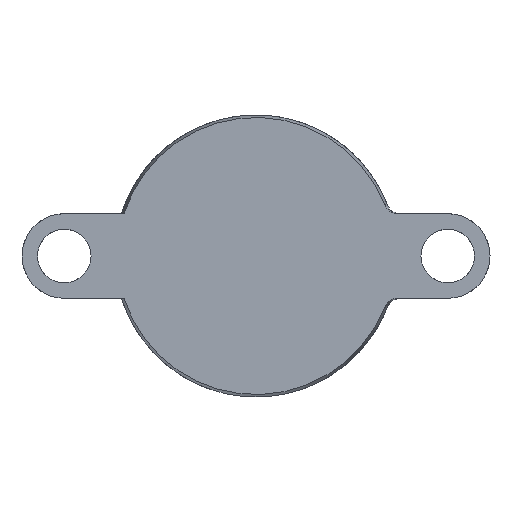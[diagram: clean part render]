
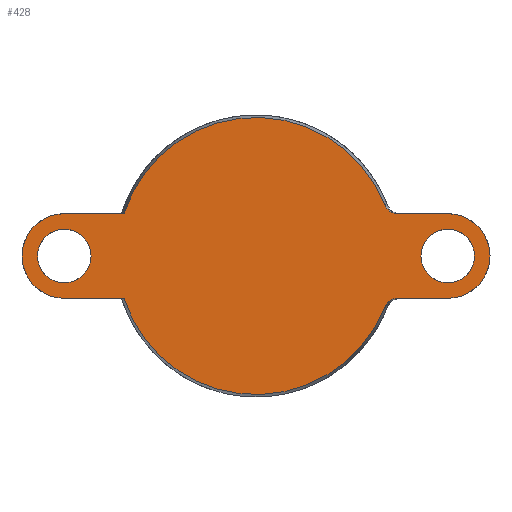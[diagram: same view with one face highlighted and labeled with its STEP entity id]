
A CAD part, front view. The second image highlights one B-rep face of the part: STEP entity #428.
In plain terms, the highlighted planar face has unit normal (0, -1, 0).
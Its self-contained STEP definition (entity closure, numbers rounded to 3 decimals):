
#14 = CARTESIAN_POINT ( 'NONE',  ( 49.366, 0., 15.074 ) ) ;
#20 = CARTESIAN_POINT ( 'NONE',  ( 46.58, 0., 16.677 ) ) ;
#22 = FACE_BOUND ( 'NONE', #722, .T. ) ;
#25 = CARTESIAN_POINT ( 'NONE',  ( 48.644, 0., 15.292 ) ) ;
#30 = ORIENTED_EDGE ( 'NONE', *, *, #285, .T. ) ;
#54 = EDGE_CURVE ( 'NONE', #170, #143, #202, .T. ) ;
#58 = EDGE_CURVE ( 'NONE', #143, #291, #1073, .T. ) ;
#61 = CARTESIAN_POINT ( 'NONE',  ( -68., 0., 15. ) ) ;
#68 = CARTESIAN_POINT ( 'NONE',  ( 47.952, 0., -15.6 ) ) ;
#78 = CARTESIAN_POINT ( 'NONE',  ( 45.66, 0., -18.169 ) ) ;
#83 = CARTESIAN_POINT ( 'NONE',  ( 45.66, 0., -18.169 ) ) ;
#89 = CARTESIAN_POINT ( 'NONE',  ( 68., 0., 0. ) ) ;
#95 = DIRECTION ( 'NONE',  ( 0., 0., 1. ) ) ;
#104 = VERTEX_POINT ( 'NONE', #120 ) ;
#120 = CARTESIAN_POINT ( 'NONE',  ( 68., 0., 15. ) ) ;
#125 = AXIS2_PLACEMENT_3D ( 'NONE', #179, #489, #391 ) ;
#137 = VERTEX_POINT ( 'NONE', #61 ) ;
#140 = CARTESIAN_POINT ( 'NONE',  ( 47.122, 0., 16.157 ) ) ;
#143 = VERTEX_POINT ( 'NONE', #451 ) ;
#145 = DIRECTION ( 'NONE',  ( 0., -1., 0. ) ) ;
#159 = CARTESIAN_POINT ( 'NONE',  ( 50.366, 0., 15. ) ) ;
#170 = VERTEX_POINT ( 'NONE', #159 ) ;
#179 = CARTESIAN_POINT ( 'NONE',  ( 68., 0., 0. ) ) ;
#202 = B_SPLINE_CURVE_WITH_KNOTS ( 'NONE', 3,
 ( #713, #1116, #14, #25, #819, #338, #1026, #429, #140, #415, #20, #421, #926, #1218 ),
 .UNSPECIFIED., .F., .F.,
 ( 4, 2, 2, 2, 2, 2, 4 ),
 ( 0., 0.001, 0.002, 0.003, 0.004, 0.004, 0.006 ),
 .UNSPECIFIED. ) ;
#210 = DIRECTION ( 'NONE',  ( 0., 1., 0. ) ) ;
#211 = ORIENTED_EDGE ( 'NONE', *, *, #1250, .F. ) ;
#213 = EDGE_CURVE ( 'NONE', #759, #359, #1248, .T. ) ;
#220 = DIRECTION ( 'NONE',  ( 1., 0., 0. ) ) ;
#228 = EDGE_CURVE ( 'NONE', #359, #334, #1092, .T. ) ;
#233 = EDGE_CURVE ( 'NONE', #291, #137, #1145, .T. ) ;
#261 = CARTESIAN_POINT ( 'NONE',  ( 47.118, 0., -16.16 ) ) ;
#264 = DIRECTION ( 'NONE',  ( -1., 0., 0. ) ) ;
#285 = EDGE_CURVE ( 'NONE', #1129, #1129, #1269, .T. ) ;
#288 = EDGE_CURVE ( 'NONE', #104, #909, #850, .T. ) ;
#291 = VERTEX_POINT ( 'NONE', #1187 ) ;
#302 = CARTESIAN_POINT ( 'NONE',  ( -68., 0., 0. ) ) ;
#309 = DIRECTION ( 'NONE',  ( 0., 0., -1. ) ) ;
#321 = CIRCLE ( 'NONE', #898, 9.5 ) ;
#322 = LINE ( 'NONE', #712, #637 ) ;
#334 = VERTEX_POINT ( 'NONE', #579 ) ;
#338 = CARTESIAN_POINT ( 'NONE',  ( 47.955, 0., 15.598 ) ) ;
#350 = CARTESIAN_POINT ( 'NONE',  ( 45.848, 0., -17.699 ) ) ;
#353 = EDGE_LOOP ( 'NONE', ( #30 ) ) ;
#359 = VERTEX_POINT ( 'NONE', #83 ) ;
#367 = ORIENTED_EDGE ( 'NONE', *, *, #844, .T. ) ;
#376 = CARTESIAN_POINT ( 'NONE',  ( 0., 0., 0. ) ) ;
#378 = VECTOR ( 'NONE', #1046, 1000. ) ;
#391 = DIRECTION ( 'NONE',  ( 0., 0., -1. ) ) ;
#415 = CARTESIAN_POINT ( 'NONE',  ( 46.751, 0., 16.495 ) ) ;
#420 = VERTEX_POINT ( 'NONE', #471 ) ;
#421 = CARTESIAN_POINT ( 'NONE',  ( 46.108, 0., 17.258 ) ) ;
#428 = ADVANCED_FACE ( 'NONE', ( #431, #1111, #22 ), #496, .F. ) ;
#429 = CARTESIAN_POINT ( 'NONE',  ( 47.322, 0., 16. ) ) ;
#431 = FACE_OUTER_BOUND ( 'NONE', #784, .T. ) ;
#451 = CARTESIAN_POINT ( 'NONE',  ( 45.66, 0., 18.169 ) ) ;
#464 = CARTESIAN_POINT ( 'NONE',  ( 49.363, 0., -15.093 ) ) ;
#465 = EDGE_CURVE ( 'NONE', #937, #759, #816, .T. ) ;
#471 = CARTESIAN_POINT ( 'NONE',  ( -68., 0., 9.5 ) ) ;
#472 = CARTESIAN_POINT ( 'NONE',  ( 49.862, 0., -15.019 ) ) ;
#489 = DIRECTION ( 'NONE',  ( 0., 1., 0. ) ) ;
#496 = PLANE ( 'NONE',  #586 ) ;
#497 = ORIENTED_EDGE ( 'NONE', *, *, #233, .T. ) ;
#555 = CARTESIAN_POINT ( 'NONE',  ( 49.116, 0., -15.149 ) ) ;
#579 = CARTESIAN_POINT ( 'NONE',  ( 50.366, 0., -15. ) ) ;
#586 = AXIS2_PLACEMENT_3D ( 'NONE', #710, #210, #614 ) ;
#611 = DIRECTION ( 'NONE',  ( 0., -1., 0. ) ) ;
#614 = DIRECTION ( 'NONE',  ( 0., 0., 1. ) ) ;
#615 = ORIENTED_EDGE ( 'NONE', *, *, #58, .T. ) ;
#629 = CARTESIAN_POINT ( 'NONE',  ( -15., 0., -15. ) ) ;
#637 = VECTOR ( 'NONE', #220, 1000. ) ;
#653 = CARTESIAN_POINT ( 'NONE',  ( -15., 0., 15. ) ) ;
#690 = CARTESIAN_POINT ( 'NONE',  ( -46.797, 0., -15. ) ) ;
#710 = CARTESIAN_POINT ( 'NONE',  ( -49.143, 0., 0. ) ) ;
#712 = CARTESIAN_POINT ( 'NONE',  ( 15., 0., 15. ) ) ;
#713 = CARTESIAN_POINT ( 'NONE',  ( 50.366, 0., 15. ) ) ;
#722 = EDGE_LOOP ( 'NONE', ( #965 ) ) ;
#752 = AXIS2_PLACEMENT_3D ( 'NONE', #376, #145, #968 ) ;
#759 = VERTEX_POINT ( 'NONE', #690 ) ;
#761 = VECTOR ( 'NONE', #264, 1000. ) ;
#762 = CARTESIAN_POINT ( 'NONE',  ( 46.749, 0., -16.497 ) ) ;
#766 = ORIENTED_EDGE ( 'NONE', *, *, #789, .F. ) ;
#784 = EDGE_LOOP ( 'NONE', ( #211, #1292, #615, #497, #367, #1194, #1221, #870, #766, #843 ) ) ;
#789 = EDGE_CURVE ( 'NONE', #909, #334, #1069, .T. ) ;
#790 = CARTESIAN_POINT ( 'NONE',  ( 68., 0., -15. ) ) ;
#805 = DIRECTION ( 'NONE',  ( 0., -1., 0. ) ) ;
#813 = DIRECTION ( 'NONE',  ( 0., 0., -1. ) ) ;
#816 = LINE ( 'NONE', #629, #912 ) ;
#819 = CARTESIAN_POINT ( 'NONE',  ( 48.407, 0., 15.384 ) ) ;
#840 = CARTESIAN_POINT ( 'NONE',  ( 48.637, 0., -15.295 ) ) ;
#843 = ORIENTED_EDGE ( 'NONE', *, *, #288, .F. ) ;
#844 = EDGE_CURVE ( 'NONE', #137, #937, #1279, .T. ) ;
#847 = DIRECTION ( 'NONE',  ( 0., 0., 1. ) ) ;
#850 = CIRCLE ( 'NONE', #125, 15. ) ;
#860 = CARTESIAN_POINT ( 'NONE',  ( 47.314, 0., -16.005 ) ) ;
#870 = ORIENTED_EDGE ( 'NONE', *, *, #228, .T. ) ;
#898 = AXIS2_PLACEMENT_3D ( 'NONE', #1242, #940, #847 ) ;
#900 = AXIS2_PLACEMENT_3D ( 'NONE', #911, #805, #813 ) ;
#909 = VERTEX_POINT ( 'NONE', #790 ) ;
#911 = CARTESIAN_POINT ( 'NONE',  ( 0., 0., 0. ) ) ;
#912 = VECTOR ( 'NONE', #1010, 1000. ) ;
#926 = CARTESIAN_POINT ( 'NONE',  ( 45.848, 0., 17.699 ) ) ;
#937 = VERTEX_POINT ( 'NONE', #1118 ) ;
#939 = CARTESIAN_POINT ( 'NONE',  ( 46.575, 0., -16.681 ) ) ;
#940 = DIRECTION ( 'NONE',  ( 0., -1., 0. ) ) ;
#965 = ORIENTED_EDGE ( 'NONE', *, *, #1002, .F. ) ;
#968 = DIRECTION ( 'NONE',  ( 0., 0., -1. ) ) ;
#997 = AXIS2_PLACEMENT_3D ( 'NONE', #89, #1274, #95 ) ;
#1002 = EDGE_CURVE ( 'NONE', #420, #420, #321, .T. ) ;
#1010 = DIRECTION ( 'NONE',  ( 1., 0., 0. ) ) ;
#1026 = CARTESIAN_POINT ( 'NONE',  ( 47.738, 0., 15.721 ) ) ;
#1038 = CARTESIAN_POINT ( 'NONE',  ( 50.366, 0., -15. ) ) ;
#1046 = DIRECTION ( 'NONE',  ( -1., 0., 0. ) ) ;
#1053 = CARTESIAN_POINT ( 'NONE',  ( 46.1, 0., -17.269 ) ) ;
#1058 = CARTESIAN_POINT ( 'NONE',  ( 47.73, 0., -15.726 ) ) ;
#1067 = CARTESIAN_POINT ( 'NONE',  ( 48.405, 0., -15.385 ) ) ;
#1069 = LINE ( 'NONE', #1173, #761 ) ;
#1071 = AXIS2_PLACEMENT_3D ( 'NONE', #302, #611, #309 ) ;
#1073 = CIRCLE ( 'NONE', #900, 49.143 ) ;
#1092 = B_SPLINE_CURVE_WITH_KNOTS ( 'NONE', 3,
 ( #78, #350, #1053, #939, #762, #261, #860, #1058, #68, #1067, #840, #555, #464, #472, #1139, #1038 ),
 .UNSPECIFIED., .F., .F.,
 ( 4, 2, 2, 2, 2, 2, 2, 4 ),
 ( 0., 0.001, 0.002, 0.003, 0.004, 0.004, 0.005, 0.006 ),
 .UNSPECIFIED. ) ;
#1111 = FACE_BOUND ( 'NONE', #353, .T. ) ;
#1116 = CARTESIAN_POINT ( 'NONE',  ( 49.86, 0., 15. ) ) ;
#1118 = CARTESIAN_POINT ( 'NONE',  ( -68., 0., -15. ) ) ;
#1129 = VERTEX_POINT ( 'NONE', #1230 ) ;
#1139 = CARTESIAN_POINT ( 'NONE',  ( 50.113, 0., -15. ) ) ;
#1145 = LINE ( 'NONE', #653, #378 ) ;
#1173 = CARTESIAN_POINT ( 'NONE',  ( 15., 0., -15. ) ) ;
#1187 = CARTESIAN_POINT ( 'NONE',  ( -46.797, 0., 15. ) ) ;
#1194 = ORIENTED_EDGE ( 'NONE', *, *, #465, .T. ) ;
#1218 = CARTESIAN_POINT ( 'NONE',  ( 45.66, 0., 18.169 ) ) ;
#1221 = ORIENTED_EDGE ( 'NONE', *, *, #213, .T. ) ;
#1230 = CARTESIAN_POINT ( 'NONE',  ( 68., 0., 9.5 ) ) ;
#1242 = CARTESIAN_POINT ( 'NONE',  ( -68., 0., 0. ) ) ;
#1248 = CIRCLE ( 'NONE', #752, 49.143 ) ;
#1250 = EDGE_CURVE ( 'NONE', #170, #104, #322, .T. ) ;
#1269 = CIRCLE ( 'NONE', #997, 9.5 ) ;
#1274 = DIRECTION ( 'NONE',  ( 0., 1., 0. ) ) ;
#1279 = CIRCLE ( 'NONE', #1071, 15. ) ;
#1292 = ORIENTED_EDGE ( 'NONE', *, *, #54, .T. ) ;
